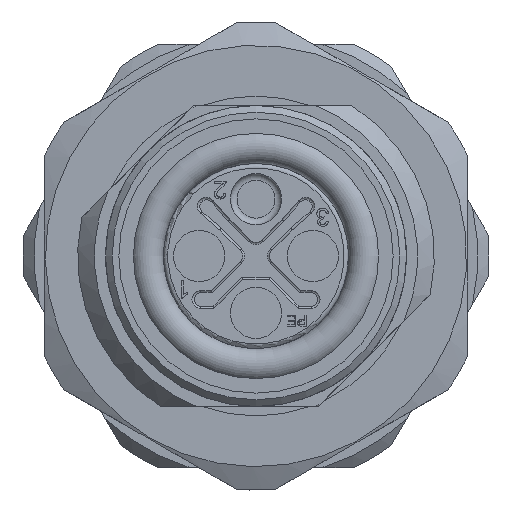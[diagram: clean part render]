
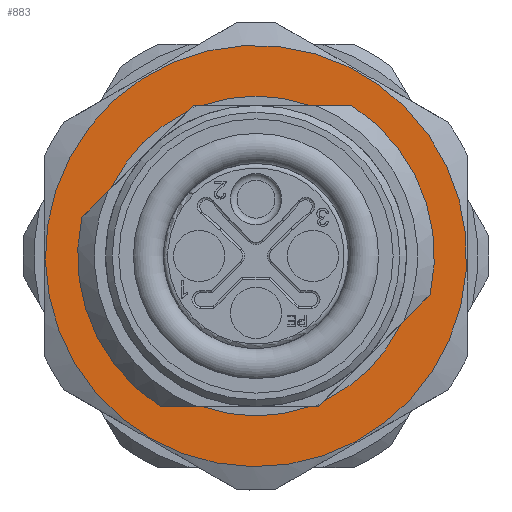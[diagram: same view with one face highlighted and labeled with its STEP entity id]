
A CAD part, left-side view. The second image highlights one B-rep face of the part: STEP entity #883.
In plain terms, the highlighted planar face has unit normal (-1, 0, 0).
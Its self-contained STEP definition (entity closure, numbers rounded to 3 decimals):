
#304=FACE_BOUND('',#1668,.T.);
#305=FACE_BOUND('',#1669,.T.);
#577=CIRCLE('',#6207,8.);
#637=CIRCLE('',#6287,8.);
#647=CIRCLE('',#6319,7.172);
#649=CIRCLE('',#6322,7.172);
#651=CIRCLE('',#6325,7.172);
#652=CIRCLE('',#6327,7.172);
#653=CIRCLE('',#6328,9.45);
#883=ADVANCED_FACE('',(#304,#305),#1152,.T.);
#1152=PLANE('',#6329);
#1668=EDGE_LOOP('',(#2503,#2504,#2505,#2506,#2507,#2508,#2509,#2510,#2511,
#2512,#2513,#2514,#2515,#2516));
#1669=EDGE_LOOP('',(#2517));
#2503=ORIENTED_EDGE('',*,*,#4439,.F.);
#2504=ORIENTED_EDGE('',*,*,#4448,.F.);
#2505=ORIENTED_EDGE('',*,*,#4617,.F.);
#2506=ORIENTED_EDGE('',*,*,#4454,.F.);
#2507=ORIENTED_EDGE('',*,*,#4489,.F.);
#2508=ORIENTED_EDGE('',*,*,#4476,.T.);
#2509=ORIENTED_EDGE('',*,*,#4620,.F.);
#2510=ORIENTED_EDGE('',*,*,#4482,.T.);
#2511=ORIENTED_EDGE('',*,*,#4462,.T.);
#2512=ORIENTED_EDGE('',*,*,#4619,.F.);
#2513=ORIENTED_EDGE('',*,*,#4469,.T.);
#2514=ORIENTED_EDGE('',*,*,#4605,.F.);
#2515=ORIENTED_EDGE('',*,*,#4432,.F.);
#2516=ORIENTED_EDGE('',*,*,#4615,.F.);
#2517=ORIENTED_EDGE('',*,*,#4621,.F.);
#3811=VERTEX_POINT('',#8726);
#3812=VERTEX_POINT('',#8728);
#3818=VERTEX_POINT('',#8746);
#3819=VERTEX_POINT('',#8748);
#3825=VERTEX_POINT('',#8768);
#3830=VERTEX_POINT('',#8785);
#3831=VERTEX_POINT('',#8787);
#3837=VERTEX_POINT('',#8806);
#3838=VERTEX_POINT('',#8808);
#3844=VERTEX_POINT('',#8826);
#3845=VERTEX_POINT('',#8828);
#3849=VERTEX_POINT('',#8842);
#3850=VERTEX_POINT('',#8844);
#3855=VERTEX_POINT('',#8861);
#3944=VERTEX_POINT('',#9210);
#4432=EDGE_CURVE('',#3811,#3812,#5223,.T.);
#4439=EDGE_CURVE('',#3818,#3819,#5228,.T.);
#4448=EDGE_CURVE('',#3825,#3818,#5236,.T.);
#4454=EDGE_CURVE('',#3830,#3831,#5240,.T.);
#4462=EDGE_CURVE('',#3838,#3837,#5247,.T.);
#4469=EDGE_CURVE('',#3845,#3844,#5252,.T.);
#4476=EDGE_CURVE('',#3850,#3849,#5258,.T.);
#4482=EDGE_CURVE('',#3855,#3838,#5262,.T.);
#4489=EDGE_CURVE('',#3850,#3830,#577,.T.);
#4605=EDGE_CURVE('',#3812,#3844,#637,.T.);
#4615=EDGE_CURVE('',#3819,#3811,#647,.T.);
#4617=EDGE_CURVE('',#3831,#3825,#649,.T.);
#4619=EDGE_CURVE('',#3845,#3837,#651,.T.);
#4620=EDGE_CURVE('',#3855,#3849,#652,.T.);
#4621=EDGE_CURVE('',#3944,#3944,#653,.T.);
#5223=LINE('',#8727,#5677);
#5228=LINE('',#8747,#5682);
#5236=LINE('',#8769,#5690);
#5240=LINE('',#8786,#5694);
#5247=LINE('',#8807,#5701);
#5252=LINE('',#8827,#5706);
#5258=LINE('',#8843,#5712);
#5262=LINE('',#8860,#5716);
#5677=VECTOR('',#7023,1.);
#5682=VECTOR('',#7028,1.);
#5690=VECTOR('',#7038,1.);
#5694=VECTOR('',#7042,1.);
#5701=VECTOR('',#7051,1.);
#5706=VECTOR('',#7056,1.);
#5712=VECTOR('',#7064,1.);
#5716=VECTOR('',#7068,1.);
#6207=AXIS2_PLACEMENT_3D('',#8875,#7087,#7088);
#6287=AXIS2_PLACEMENT_3D('',#9164,#7279,#7280);
#6319=AXIS2_PLACEMENT_3D('',#9200,#7343,#7344);
#6322=AXIS2_PLACEMENT_3D('',#9203,#7349,#7350);
#6325=AXIS2_PLACEMENT_3D('',#9206,#7355,#7356);
#6327=AXIS2_PLACEMENT_3D('',#9208,#7359,#7360);
#6328=AXIS2_PLACEMENT_3D('',#9209,#7361,#7362);
#6329=AXIS2_PLACEMENT_3D('',#9211,#7363,#7364);
#7023=DIRECTION('',(0.,-0.707,0.707));
#7028=DIRECTION('',(0.,-0.707,0.707));
#7038=DIRECTION('',(0.,-1.,0.));
#7042=DIRECTION('',(0.,-1.,0.));
#7051=DIRECTION('',(0.,-1.,0.));
#7056=DIRECTION('',(0.,-1.,0.));
#7064=DIRECTION('',(0.,-0.707,0.707));
#7068=DIRECTION('',(0.,-0.707,0.707));
#7087=DIRECTION('',(-1.,0.,0.));
#7088=DIRECTION('',(0.,0.,1.));
#7279=DIRECTION('',(-1.,0.,0.));
#7280=DIRECTION('',(0.,0.,1.));
#7343=DIRECTION('',(-1.,0.,0.));
#7344=DIRECTION('',(0.,-0.5,0.866));
#7349=DIRECTION('',(-1.,0.,0.));
#7350=DIRECTION('',(0.,-0.5,0.866));
#7355=DIRECTION('',(-1.,0.,0.));
#7356=DIRECTION('',(0.,-0.5,0.866));
#7359=DIRECTION('',(-1.,0.,0.));
#7360=DIRECTION('',(0.,-0.5,0.866));
#7361=DIRECTION('',(1.,0.,0.));
#7362=DIRECTION('',(0.,0.5,-0.866));
#7363=DIRECTION('',(-1.,0.,0.));
#7364=DIRECTION('',(0.,0.5,-0.866));
#8726=CARTESIAN_POINT('',(11.55,-6.487,-3.059));
#8727=CARTESIAN_POINT('',(11.55,-8.835,-0.711));
#8728=CARTESIAN_POINT('',(11.55,-7.809,-1.737));
#8746=CARTESIAN_POINT('',(11.55,-2.796,-6.75));
#8747=CARTESIAN_POINT('',(11.55,-8.835,-0.711));
#8748=CARTESIAN_POINT('',(11.55,-3.059,-6.487));
#8768=CARTESIAN_POINT('',(11.55,-2.424,-6.75));
#8769=CARTESIAN_POINT('',(11.55,-2.796,-6.75));
#8785=CARTESIAN_POINT('',(11.55,4.294,-6.75));
#8786=CARTESIAN_POINT('',(11.55,-2.796,-6.75));
#8787=CARTESIAN_POINT('',(11.55,2.424,-6.75));
#8806=CARTESIAN_POINT('',(11.55,2.424,6.75));
#8807=CARTESIAN_POINT('',(11.55,-5.744,6.75));
#8808=CARTESIAN_POINT('',(11.55,2.796,6.75));
#8826=CARTESIAN_POINT('',(11.55,-4.294,6.75));
#8827=CARTESIAN_POINT('',(11.55,-5.744,6.75));
#8828=CARTESIAN_POINT('',(11.55,-2.424,6.75));
#8842=CARTESIAN_POINT('',(11.55,6.487,3.059));
#8843=CARTESIAN_POINT('',(11.55,2.796,6.75));
#8844=CARTESIAN_POINT('',(11.55,7.809,1.737));
#8860=CARTESIAN_POINT('',(11.55,2.796,6.75));
#8861=CARTESIAN_POINT('',(11.55,3.059,6.487));
#8875=CARTESIAN_POINT('',(11.55,0.,0.));
#9164=CARTESIAN_POINT('',(11.55,0.,0.));
#9200=CARTESIAN_POINT('',(11.55,0.,0.));
#9203=CARTESIAN_POINT('',(11.55,0.,0.));
#9206=CARTESIAN_POINT('',(11.55,0.,0.));
#9208=CARTESIAN_POINT('',(11.55,0.,0.));
#9209=CARTESIAN_POINT('',(11.55,0.,0.));
#9210=CARTESIAN_POINT('',(11.55,4.725,-8.184));
#9211=CARTESIAN_POINT('',(11.55,0.,0.));
